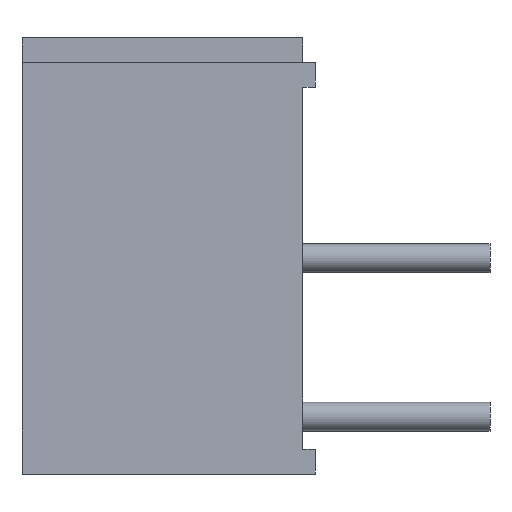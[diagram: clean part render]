
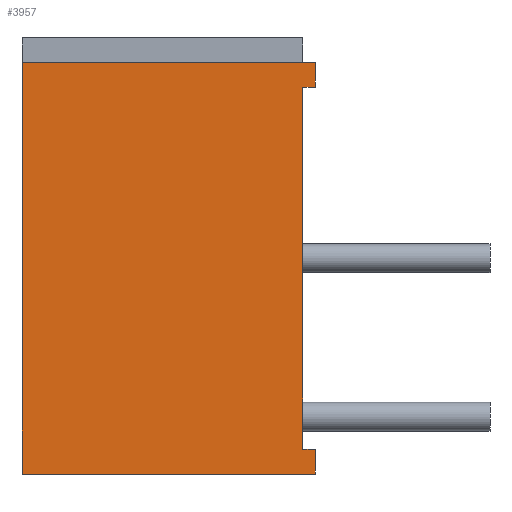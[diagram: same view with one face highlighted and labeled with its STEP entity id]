
A CAD part, left-side view. The second image highlights one B-rep face of the part: STEP entity #3957.
In plain terms, the highlighted planar face has unit normal (-1, 0, 0).
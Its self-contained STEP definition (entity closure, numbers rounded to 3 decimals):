
#140 = ORIENTED_EDGE ( 'NONE', *, *, #2065, .T. ) ;
#171 = VERTEX_POINT ( 'NONE', #5839 ) ;
#861 = DIRECTION ( 'NONE',  ( 0., 1., 0. ) ) ;
#1439 = CARTESIAN_POINT ( 'NONE',  ( -3.3, 4.5, -3.3 ) ) ;
#1691 = EDGE_CURVE ( 'NONE', #8745, #6930, #7744, .T. ) ;
#1818 = CARTESIAN_POINT ( 'NONE',  ( -3.3, 0., 2.9 ) ) ;
#1839 = EDGE_CURVE ( 'NONE', #12617, #171, #2010, .T. ) ;
#1845 = LINE ( 'NONE', #1818, #5186 ) ;
#1967 = AXIS2_PLACEMENT_3D ( 'NONE', #7911, #4977, #7955 ) ;
#2010 = LINE ( 'NONE', #5032, #6644 ) ;
#2065 = EDGE_CURVE ( 'NONE', #6930, #8065, #6634, .T. ) ;
#2072 = ORIENTED_EDGE ( 'NONE', *, *, #6168, .T. ) ;
#2407 = ORIENTED_EDGE ( 'NONE', *, *, #7300, .T. ) ;
#2734 = CARTESIAN_POINT ( 'NONE',  ( -3.3, 4.5, -3.3 ) ) ;
#2836 = ORIENTED_EDGE ( 'NONE', *, *, #5772, .T. ) ;
#3044 = CARTESIAN_POINT ( 'NONE',  ( -3.3, 0., 3.3 ) ) ;
#3245 = VERTEX_POINT ( 'NONE', #8108 ) ;
#3289 = EDGE_CURVE ( 'NONE', #171, #3245, #7279, .T. ) ;
#3307 = VECTOR ( 'NONE', #6005, 1000. ) ;
#3499 = CARTESIAN_POINT ( 'NONE',  ( -3.3, -0.2, -3.3 ) ) ;
#3826 = CARTESIAN_POINT ( 'NONE',  ( -3.3, 0., -3.3 ) ) ;
#3957 = ADVANCED_FACE ( 'NONE', ( #4082 ), #9924, .T. ) ;
#4082 = FACE_OUTER_BOUND ( 'NONE', #7668, .T. ) ;
#4439 = VECTOR ( 'NONE', #11875, 1000. ) ;
#4777 = VECTOR ( 'NONE', #12909, 1000. ) ;
#4977 = DIRECTION ( 'NONE',  ( -1., 0., 0. ) ) ;
#5032 = CARTESIAN_POINT ( 'NONE',  ( -3.3, -0.2, -3.3 ) ) ;
#5186 = VECTOR ( 'NONE', #5933, 1000. ) ;
#5198 = VECTOR ( 'NONE', #861, 1000. ) ;
#5741 = LINE ( 'NONE', #2734, #4777 ) ;
#5772 = EDGE_CURVE ( 'NONE', #8065, #8437, #11654, .T. ) ;
#5839 = CARTESIAN_POINT ( 'NONE',  ( -3.3, -0.2, 3.3 ) ) ;
#5933 = DIRECTION ( 'NONE',  ( 0., 1., 0. ) ) ;
#6005 = DIRECTION ( 'NONE',  ( 0., 0., 1. ) ) ;
#6168 = EDGE_CURVE ( 'NONE', #3245, #10233, #5741, .T. ) ;
#6280 = CARTESIAN_POINT ( 'NONE',  ( -3.3, 0., 0. ) ) ;
#6378 = CARTESIAN_POINT ( 'NONE',  ( -3.3, 0., -2.9 ) ) ;
#6634 = LINE ( 'NONE', #6378, #10293 ) ;
#6644 = VECTOR ( 'NONE', #9136, 1000. ) ;
#6752 = ORIENTED_EDGE ( 'NONE', *, *, #1691, .T. ) ;
#6875 = ORIENTED_EDGE ( 'NONE', *, *, #1839, .T. ) ;
#6930 = VERTEX_POINT ( 'NONE', #12335 ) ;
#7279 = LINE ( 'NONE', #3044, #5198 ) ;
#7300 = EDGE_CURVE ( 'NONE', #10233, #8745, #11593, .T. ) ;
#7410 = ORIENTED_EDGE ( 'NONE', *, *, #3289, .T. ) ;
#7483 = DIRECTION ( 'NONE',  ( 0., 1., 0. ) ) ;
#7668 = EDGE_LOOP ( 'NONE', ( #6752, #140, #2836, #10905, #6875, #7410, #2072, #2407 ) ) ;
#7744 = LINE ( 'NONE', #11117, #3307 ) ;
#7911 = CARTESIAN_POINT ( 'NONE',  ( -3.3, 0., -3.3 ) ) ;
#7955 = DIRECTION ( 'NONE',  ( 0., 0., 1. ) ) ;
#8065 = VERTEX_POINT ( 'NONE', #10471 ) ;
#8108 = CARTESIAN_POINT ( 'NONE',  ( -3.3, 4.5, 3.3 ) ) ;
#8337 = EDGE_CURVE ( 'NONE', #12617, #8437, #1845, .T. ) ;
#8437 = VERTEX_POINT ( 'NONE', #12232 ) ;
#8745 = VERTEX_POINT ( 'NONE', #3499 ) ;
#9136 = DIRECTION ( 'NONE',  ( 0., 0., 1. ) ) ;
#9147 = CARTESIAN_POINT ( 'NONE',  ( -3.3, -0.2, 2.9 ) ) ;
#9924 = PLANE ( 'NONE',  #1967 ) ;
#10233 = VERTEX_POINT ( 'NONE', #1439 ) ;
#10293 = VECTOR ( 'NONE', #7483, 1000. ) ;
#10471 = CARTESIAN_POINT ( 'NONE',  ( -3.3, 0., -2.9 ) ) ;
#10905 = ORIENTED_EDGE ( 'NONE', *, *, #8337, .F. ) ;
#11117 = CARTESIAN_POINT ( 'NONE',  ( -3.3, -0.2, -3.3 ) ) ;
#11433 = DIRECTION ( 'NONE',  ( 0., 0., 1. ) ) ;
#11593 = LINE ( 'NONE', #3826, #4439 ) ;
#11654 = LINE ( 'NONE', #6280, #13060 ) ;
#11875 = DIRECTION ( 'NONE',  ( 0., -1., 0. ) ) ;
#12232 = CARTESIAN_POINT ( 'NONE',  ( -3.3, 0., 2.9 ) ) ;
#12335 = CARTESIAN_POINT ( 'NONE',  ( -3.3, -0.2, -2.9 ) ) ;
#12617 = VERTEX_POINT ( 'NONE', #9147 ) ;
#12909 = DIRECTION ( 'NONE',  ( 0., 0., -1. ) ) ;
#13060 = VECTOR ( 'NONE', #11433, 1000. ) ;
